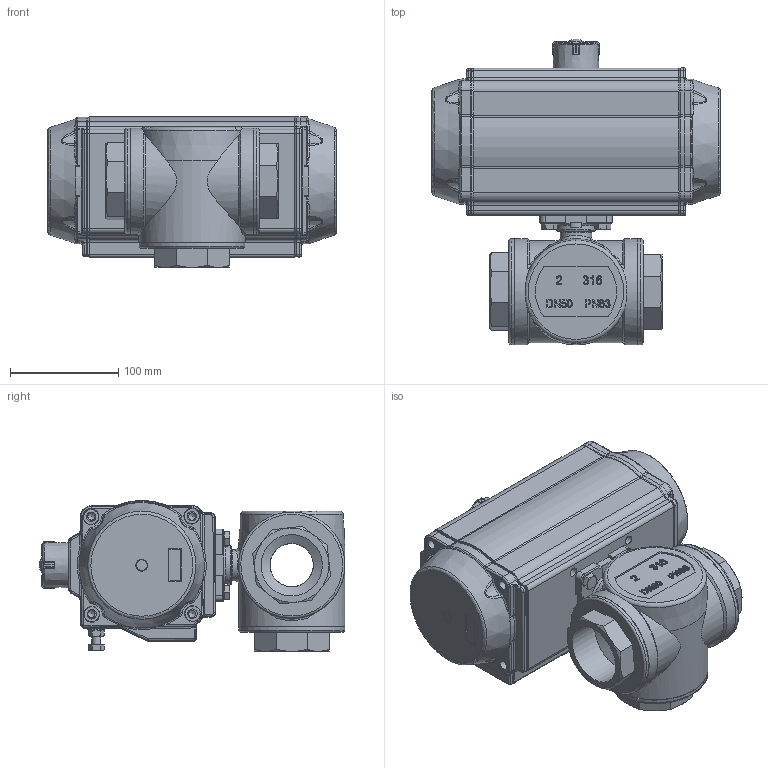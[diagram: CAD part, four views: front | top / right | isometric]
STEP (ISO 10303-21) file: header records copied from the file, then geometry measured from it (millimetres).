
FILE_DESCRIPTION(/* description */ ('Unknown'),/* implementation_level */ '2;1');
FILE_NAME(/* name */ 'PE06 9338_9339-09',/* time_stamp */ '2025-03-25T13:21:03+01:00',/* author */ ('Unknown'),/* organization */ ('Unknown'),/* preprocessor_version */ 'ST-DEVELOPER v19.4',/* originating_system */ 'Solid Edge',/* authorisation */ 'Unknown');
FILE_SCHEMA (('AUTOMOTIVE_DESIGN {1 0 10303 214 3 1 1}'));
Length unit declared in the file: millimetre
Products named in the file (23): PE06 9338_9339-09; 9339-09; DN50 BODY; DN50 Body Gasket; DN50 Nut Stopper; NUT M18 _NUT  M18; DN50 CAP; DN50 Plate Washer; DN50 STEM; PD07_PE06; VTE110埴詰; vt110左端盖（模具厂）_MIR; vt110-2016-06-25; VT110-2 活塞; zhou110; DIN126-M8; WUERTH 03228 hexagonal nut DIN 934  M8 A2 BLK_EDST; DIN 933 M8x35 A2-70 BLK_EDST; Optische Anzeige; ______; ________(___________; cup head nib bolts with large head gb_GB_FASTENER_BOLT_CHNBW M6X25-N; DIN 933 M8x20 A2-70 BLK_EDST
Assembly tree (36 placements, depth 4):
  PE06 9338_9339-09
    9339-09
      DN50 BODY
      DN50 Body Gasket  x3
      DN50 Nut Stopper
      NUT M18 _NUT  M18
      DN50 CAP  x3
      DN50 Plate Washer
      DN50 STEM
    PD07_PE06
      VTE110埴詰
      vt110左端盖（模具厂）_MIR
      vt110-2016-06-25
      VT110-2 活塞  x2
      zhou110
      DIN126-M8  x2
      WUERTH 03228 hexagonal nut DIN 934  M8 A2 BLK_EDST  x2
      DIN 933 M8x35 A2-70 BLK_EDST  x2
      Optische Anzeige
        ______
        ________(___________  x4
        cup head nib bolts with large head gb_GB_FASTENER_BOLT_CHNBW M6X25-N
    DIN 933 M8x20 A2-70 BLK_EDST  x4
Bounding box: 266 x 282.31 x 139.14 mm (x, y, z)
Volume: 2572643.9 mm3; surface area: 671422.5 mm2
Topology: 33 solids, 33 shells, 3238 faces, 7990 edges, 4937 vertices
Faces by surface type: plane 1069, cylinder 827, bspline 673, torus 344, cone 278, sphere 47
Full cylindrical faces by diameter (mm): 3 x16, 3.3 x8, 4.134 x8, 4.66 x1, 4.917 x1, 6 x2, 6.2 x1, 6.647 x14, 8 x6, 8.376 x6, 9 x2, 11.445 x2, 13 x8, 13.4 x1, 14 x8, 15 x2, 15.294 x1, 16 x2, 16.2 x1, 16.4 x1, 18 x2, 18.1 x1, 18.5 x1, 18.7 x1, 20 x4, 20.5 x1, 22 x2, 22.5 x1, 22.7 x2, 27 x1
Entity records: 105411 total; most frequent: CARTESIAN_POINT 50809, ORIENTED_EDGE 11810, DIRECTION 9543, EDGE_CURVE 5905, VERTEX_POINT 3852, AXIS2_PLACEMENT_3D 3671, FACE_BOUND 3043, EDGE_LOOP 3023
